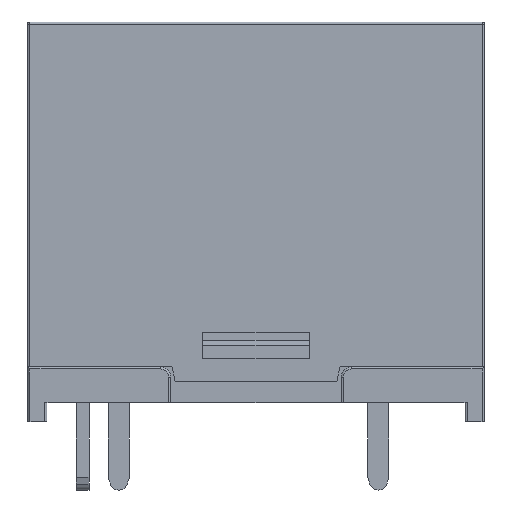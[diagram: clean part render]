
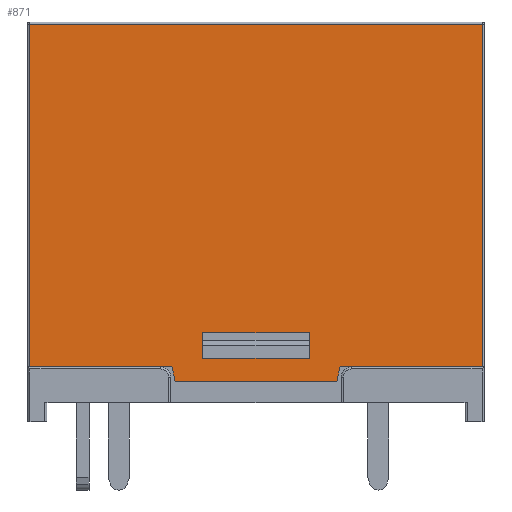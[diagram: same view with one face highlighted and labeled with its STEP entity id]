
A CAD part, front view. The second image highlights one B-rep face of the part: STEP entity #871.
In plain terms, the highlighted planar face has unit normal (0, -1, 0).
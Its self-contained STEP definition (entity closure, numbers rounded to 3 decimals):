
#146 = VERTEX_POINT('',#147);
#147 = CARTESIAN_POINT('',(-10.65,-7.725,2.6));
#154 = EDGE_CURVE('',#155,#146,#157,.T.);
#155 = VERTEX_POINT('',#156);
#156 = CARTESIAN_POINT('',(-3.95,-7.725,2.6));
#157 = LINE('',#158,#159);
#158 = CARTESIAN_POINT('',(0.,-7.725,2.6));
#159 = VECTOR('',#160,1.);
#160 = DIRECTION('',(-1.,0.,0.));
#399 = VERTEX_POINT('',#400);
#400 = CARTESIAN_POINT('',(3.95,-7.725,2.6));
#406 = EDGE_CURVE('',#407,#399,#409,.T.);
#407 = VERTEX_POINT('',#408);
#408 = CARTESIAN_POINT('',(10.65,-7.725,2.6));
#409 = LINE('',#410,#411);
#410 = CARTESIAN_POINT('',(7.35,-7.725,2.6));
#411 = VECTOR('',#412,1.);
#412 = DIRECTION('',(-1.,0.,0.));
#853 = EDGE_CURVE('',#854,#155,#856,.T.);
#854 = VERTEX_POINT('',#855);
#855 = CARTESIAN_POINT('',(-3.8,-7.725,1.9));
#856 = LINE('',#857,#858);
#857 = CARTESIAN_POINT('',(-3.556,-7.725,0.76));
#858 = VECTOR('',#859,1.);
#859 = DIRECTION('',(-0.21,0.,0.978));
#871 = ADVANCED_FACE('',(#872,#913),#947,.T.);
#872 = FACE_BOUND('',#873,.T.);
#873 = EDGE_LOOP('',(#874,#875,#883,#891,#897,#898,#899,#907));
#874 = ORIENTED_EDGE('',*,*,#406,.F.);
#875 = ORIENTED_EDGE('',*,*,#876,.T.);
#876 = EDGE_CURVE('',#407,#877,#879,.T.);
#877 = VERTEX_POINT('',#878);
#878 = CARTESIAN_POINT('',(10.65,-7.725,18.7));
#879 = LINE('',#880,#881);
#880 = CARTESIAN_POINT('',(10.65,-7.725,2.6));
#881 = VECTOR('',#882,1.);
#882 = DIRECTION('',(0.,0.,1.));
#883 = ORIENTED_EDGE('',*,*,#884,.T.);
#884 = EDGE_CURVE('',#877,#885,#887,.T.);
#885 = VERTEX_POINT('',#886);
#886 = CARTESIAN_POINT('',(-10.65,-7.725,18.7));
#887 = LINE('',#888,#889);
#888 = CARTESIAN_POINT('',(10.75,-7.725,18.7));
#889 = VECTOR('',#890,1.);
#890 = DIRECTION('',(-1.,0.,0.));
#891 = ORIENTED_EDGE('',*,*,#892,.F.);
#892 = EDGE_CURVE('',#146,#885,#893,.T.);
#893 = LINE('',#894,#895);
#894 = CARTESIAN_POINT('',(-10.65,-7.725,2.6));
#895 = VECTOR('',#896,1.);
#896 = DIRECTION('',(0.,0.,1.));
#897 = ORIENTED_EDGE('',*,*,#154,.F.);
#898 = ORIENTED_EDGE('',*,*,#853,.F.);
#899 = ORIENTED_EDGE('',*,*,#900,.F.);
#900 = EDGE_CURVE('',#901,#854,#903,.T.);
#901 = VERTEX_POINT('',#902);
#902 = CARTESIAN_POINT('',(3.8,-7.725,1.9));
#903 = LINE('',#904,#905);
#904 = CARTESIAN_POINT('',(10.75,-7.725,1.9));
#905 = VECTOR('',#906,1.);
#906 = DIRECTION('',(-1.,0.,0.));
#907 = ORIENTED_EDGE('',*,*,#908,.F.);
#908 = EDGE_CURVE('',#399,#901,#909,.T.);
#909 = LINE('',#910,#911);
#910 = CARTESIAN_POINT('',(3.953,-7.725,2.612));
#911 = VECTOR('',#912,1.);
#912 = DIRECTION('',(-0.21,-0.,-0.978));
#913 = FACE_BOUND('',#914,.T.);
#914 = EDGE_LOOP('',(#915,#925,#933,#941));
#915 = ORIENTED_EDGE('',*,*,#916,.F.);
#916 = EDGE_CURVE('',#917,#919,#921,.T.);
#917 = VERTEX_POINT('',#918);
#918 = CARTESIAN_POINT('',(2.5,-7.725,3.));
#919 = VERTEX_POINT('',#920);
#920 = CARTESIAN_POINT('',(2.5,-7.725,4.2));
#921 = LINE('',#922,#923);
#922 = CARTESIAN_POINT('',(2.5,-7.725,3.05));
#923 = VECTOR('',#924,1.);
#924 = DIRECTION('',(0.,0.,1.));
#925 = ORIENTED_EDGE('',*,*,#926,.F.);
#926 = EDGE_CURVE('',#927,#917,#929,.T.);
#927 = VERTEX_POINT('',#928);
#928 = CARTESIAN_POINT('',(-2.5,-7.725,3.));
#929 = LINE('',#930,#931);
#930 = CARTESIAN_POINT('',(6.625,-7.725,3.));
#931 = VECTOR('',#932,1.);
#932 = DIRECTION('',(1.,0.,0.));
#933 = ORIENTED_EDGE('',*,*,#934,.F.);
#934 = EDGE_CURVE('',#935,#927,#937,.T.);
#935 = VERTEX_POINT('',#936);
#936 = CARTESIAN_POINT('',(-2.5,-7.725,4.2));
#937 = LINE('',#938,#939);
#938 = CARTESIAN_POINT('',(-2.5,-7.725,2.45));
#939 = VECTOR('',#940,1.);
#940 = DIRECTION('',(-0.,-0.,-1.));
#941 = ORIENTED_EDGE('',*,*,#942,.F.);
#942 = EDGE_CURVE('',#919,#935,#943,.T.);
#943 = LINE('',#944,#945);
#944 = CARTESIAN_POINT('',(4.125,-7.725,4.2));
#945 = VECTOR('',#946,1.);
#946 = DIRECTION('',(-1.,0.,0.));
#947 = PLANE('',#948);
#948 = AXIS2_PLACEMENT_3D('',#949,#950,#951);
#949 = CARTESIAN_POINT('',(10.75,-7.725,1.9));
#950 = DIRECTION('',(0.,-1.,0.));
#951 = DIRECTION('',(-1.,0.,0.));
